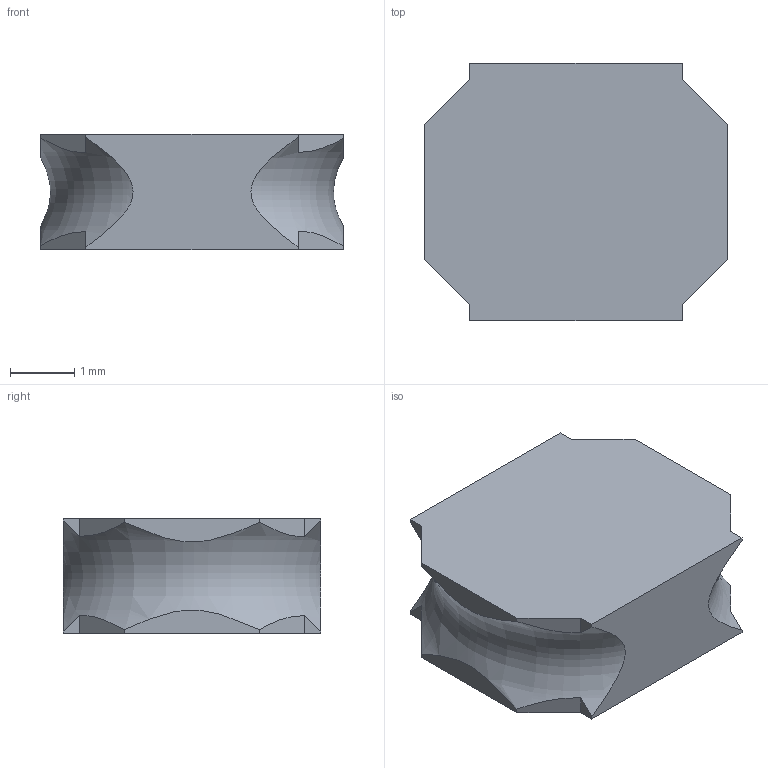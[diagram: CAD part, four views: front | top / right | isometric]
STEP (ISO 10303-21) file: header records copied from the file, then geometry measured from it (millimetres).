
FILE_DESCRIPTION(('FreeCAD Model'),'2;1');
FILE_NAME('Inductor.step', '2019-08-25T20:42:19',('kicad StepUp'),('ksu MCAD'), 'Open CASCADE STEP processor 7.3','FreeCAD','Unknown');
FILE_SCHEMA(('AUTOMOTIVE_DESIGN { 1 0 10303 214 1 1 1 1 }'));
Length unit declared in the file: millimetre
Products named in the file (1): Inductor
Bounding box: 4.7 x 4 x 1.8 mm (x, y, z)
Volume: 28.6 mm3; surface area: 61.4 mm2
Topology: 1 solids, 1 shells, 27 faces, 75 edges, 50 vertices
Faces by surface type: plane 24, revolution 3
Entity records: 1525 total; most frequent: CARTESIAN_POINT 680, ORIENTED_EDGE 150, DIRECTION 101, EDGE_CURVE 75, VERTEX_POINT 50, LINE 48, VECTOR 48, B_SPLINE_CURVE_WITH_KNOTS 30
